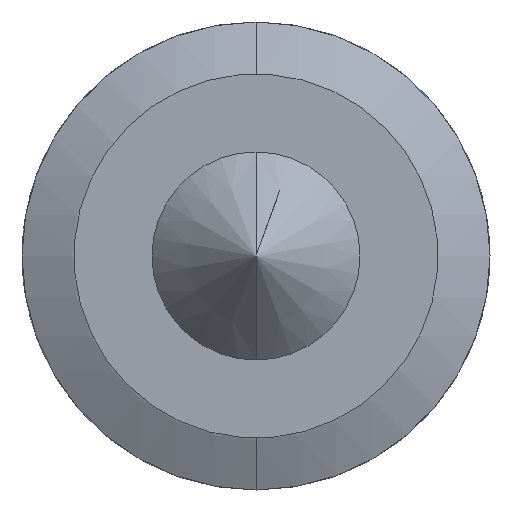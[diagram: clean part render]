
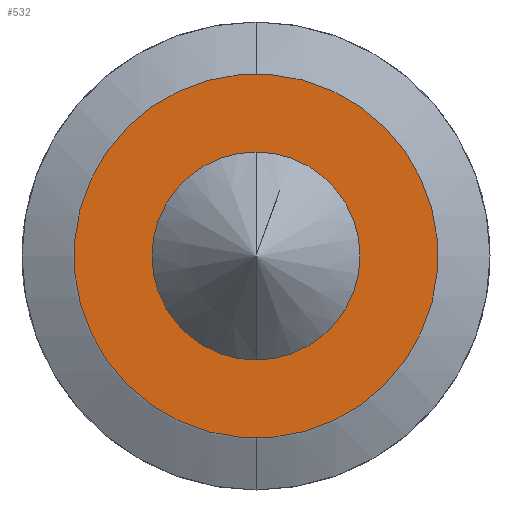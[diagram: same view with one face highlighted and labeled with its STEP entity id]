
A CAD part, front view. The second image highlights one B-rep face of the part: STEP entity #532.
In plain terms, the highlighted planar face has unit normal (0, -1, 0).
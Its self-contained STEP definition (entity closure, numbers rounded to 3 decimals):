
#24 = CARTESIAN_POINT ( 'NONE',  ( 0., 0., 0. ) ) ;
#32 = CARTESIAN_POINT ( 'NONE',  ( 0., 0., 0. ) ) ;
#81 = VERTEX_POINT ( 'NONE', #975 ) ;
#94 = EDGE_CURVE ( 'NONE', #557, #650, #160, .T. ) ;
#160 = CIRCLE ( 'NONE', #535, 7. ) ;
#177 = CARTESIAN_POINT ( 'NONE',  ( 0., 0., 0. ) ) ;
#184 = ORIENTED_EDGE ( 'NONE', *, *, #94, .F. ) ;
#201 = FACE_OUTER_BOUND ( 'NONE', #744, .T. ) ;
#208 = EDGE_CURVE ( 'NONE', #976, #81, #939, .T. ) ;
#221 = DIRECTION ( 'NONE',  ( 0., 1., 0. ) ) ;
#248 = DIRECTION ( 'NONE',  ( 0., 1., 0. ) ) ;
#266 = CARTESIAN_POINT ( 'NONE',  ( 0., 0., 7. ) ) ;
#277 = CARTESIAN_POINT ( 'NONE',  ( 0., 0., 0. ) ) ;
#285 = PLANE ( 'NONE',  #455 ) ;
#304 = AXIS2_PLACEMENT_3D ( 'NONE', #330, #221, #522 ) ;
#310 = EDGE_CURVE ( 'NONE', #650, #557, #905, .T. ) ;
#330 = CARTESIAN_POINT ( 'NONE',  ( 0., 0., 0. ) ) ;
#361 = DIRECTION ( 'NONE',  ( 0., 0., 1. ) ) ;
#363 = AXIS2_PLACEMENT_3D ( 'NONE', #277, #517, #666 ) ;
#371 = CIRCLE ( 'NONE', #363, 3.75 ) ;
#400 = ORIENTED_EDGE ( 'NONE', *, *, #611, .T. ) ;
#446 = AXIS2_PLACEMENT_3D ( 'NONE', #177, #248, #559 ) ;
#455 = AXIS2_PLACEMENT_3D ( 'NONE', #32, #819, #582 ) ;
#476 = CARTESIAN_POINT ( 'NONE',  ( 0., 0., -7. ) ) ;
#517 = DIRECTION ( 'NONE',  ( 0., 1., 0. ) ) ;
#522 = DIRECTION ( 'NONE',  ( 0., 0., 1. ) ) ;
#532 = ADVANCED_FACE ( 'NONE', ( #201, #891 ), #285, .F. ) ;
#535 = AXIS2_PLACEMENT_3D ( 'NONE', #24, #1001, #361 ) ;
#557 = VERTEX_POINT ( 'NONE', #266 ) ;
#559 = DIRECTION ( 'NONE',  ( 0., 0., 1. ) ) ;
#582 = DIRECTION ( 'NONE',  ( 0., 0., 1. ) ) ;
#611 = EDGE_CURVE ( 'NONE', #81, #976, #371, .T. ) ;
#650 = VERTEX_POINT ( 'NONE', #476 ) ;
#666 = DIRECTION ( 'NONE',  ( 0., 0., 1. ) ) ;
#730 = ORIENTED_EDGE ( 'NONE', *, *, #310, .F. ) ;
#744 = EDGE_LOOP ( 'NONE', ( #730, #184 ) ) ;
#811 = ORIENTED_EDGE ( 'NONE', *, *, #208, .T. ) ;
#819 = DIRECTION ( 'NONE',  ( 0., 1., 0. ) ) ;
#823 = EDGE_LOOP ( 'NONE', ( #811, #400 ) ) ;
#866 = CARTESIAN_POINT ( 'NONE',  ( 0., 0., -3.75 ) ) ;
#891 = FACE_BOUND ( 'NONE', #823, .T. ) ;
#905 = CIRCLE ( 'NONE', #446, 7. ) ;
#939 = CIRCLE ( 'NONE', #304, 3.75 ) ;
#975 = CARTESIAN_POINT ( 'NONE',  ( 0., 0., 3.75 ) ) ;
#976 = VERTEX_POINT ( 'NONE', #866 ) ;
#1001 = DIRECTION ( 'NONE',  ( 0., 1., 0. ) ) ;
